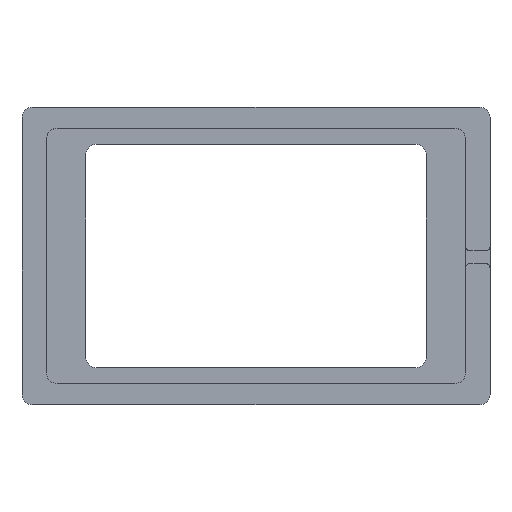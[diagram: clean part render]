
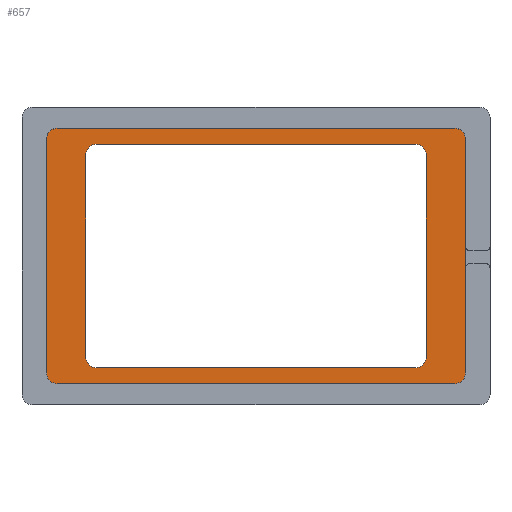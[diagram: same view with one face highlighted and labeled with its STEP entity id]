
A CAD part, top view. The second image highlights one B-rep face of the part: STEP entity #657.
In plain terms, the highlighted planar face has unit normal (0, 0, 1).
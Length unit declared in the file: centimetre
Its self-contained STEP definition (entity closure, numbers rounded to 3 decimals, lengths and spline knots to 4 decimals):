
#15=FACE_BOUND('',#94,.T.);
#29=PLANE('',#733);
#59=FACE_OUTER_BOUND('',#93,.T.);
#93=EDGE_LOOP('',(#553,#554,#555,#556,#557,#558,#559,#560));
#94=EDGE_LOOP('',(#561,#562,#563,#564,#565,#566,#567,#568));
#133=LINE('',#1036,#197);
#137=LINE('',#1049,#201);
#143=LINE('',#1064,#207);
#147=LINE('',#1076,#211);
#150=LINE('',#1085,#214);
#153=LINE('',#1096,#217);
#156=LINE('',#1104,#220);
#159=LINE('',#1111,#223);
#197=VECTOR('',#829,1.);
#201=VECTOR('',#841,1.);
#207=VECTOR('',#855,1.);
#211=VECTOR('',#867,1.);
#214=VECTOR('',#878,1.);
#217=VECTOR('',#891,1.);
#220=VECTOR('',#900,1.);
#223=VECTOR('',#909,1.);
#249=CIRCLE('',#708,0.5);
#251=CIRCLE('',#712,0.5);
#253=CIRCLE('',#716,0.5);
#255=CIRCLE('',#720,0.5);
#257=CIRCLE('',#724,0.5);
#258=CIRCLE('',#726,0.5);
#259=CIRCLE('',#729,0.5);
#260=CIRCLE('',#732,0.5);
#299=VERTEX_POINT('',#1033);
#300=VERTEX_POINT('',#1035);
#301=VERTEX_POINT('',#1039);
#302=VERTEX_POINT('',#1040);
#305=VERTEX_POINT('',#1048);
#307=VERTEX_POINT('',#1054);
#308=VERTEX_POINT('',#1055);
#311=VERTEX_POINT('',#1066);
#312=VERTEX_POINT('',#1067);
#315=VERTEX_POINT('',#1078);
#317=VERTEX_POINT('',#1087);
#318=VERTEX_POINT('',#1091);
#319=VERTEX_POINT('',#1095);
#320=VERTEX_POINT('',#1099);
#321=VERTEX_POINT('',#1103);
#322=VERTEX_POINT('',#1107);
#373=EDGE_CURVE('',#299,#300,#133,.T.);
#375=EDGE_CURVE('',#301,#302,#249,.T.);
#379=EDGE_CURVE('',#302,#305,#137,.T.);
#382=EDGE_CURVE('',#307,#308,#251,.T.);
#387=EDGE_CURVE('',#308,#301,#143,.T.);
#388=EDGE_CURVE('',#311,#312,#253,.T.);
#393=EDGE_CURVE('',#312,#307,#147,.T.);
#394=EDGE_CURVE('',#305,#315,#255,.T.);
#398=EDGE_CURVE('',#315,#311,#150,.T.);
#399=EDGE_CURVE('',#299,#317,#257,.T.);
#401=EDGE_CURVE('',#318,#300,#258,.T.);
#403=EDGE_CURVE('',#318,#319,#153,.T.);
#405=EDGE_CURVE('',#320,#319,#259,.T.);
#407=EDGE_CURVE('',#320,#321,#156,.T.);
#409=EDGE_CURVE('',#322,#321,#260,.T.);
#411=EDGE_CURVE('',#322,#317,#159,.T.);
#553=ORIENTED_EDGE('',*,*,#399,.T.);
#554=ORIENTED_EDGE('',*,*,#411,.F.);
#555=ORIENTED_EDGE('',*,*,#409,.T.);
#556=ORIENTED_EDGE('',*,*,#407,.F.);
#557=ORIENTED_EDGE('',*,*,#405,.T.);
#558=ORIENTED_EDGE('',*,*,#403,.F.);
#559=ORIENTED_EDGE('',*,*,#401,.T.);
#560=ORIENTED_EDGE('',*,*,#373,.F.);
#561=ORIENTED_EDGE('',*,*,#375,.F.);
#562=ORIENTED_EDGE('',*,*,#387,.F.);
#563=ORIENTED_EDGE('',*,*,#382,.F.);
#564=ORIENTED_EDGE('',*,*,#393,.F.);
#565=ORIENTED_EDGE('',*,*,#388,.F.);
#566=ORIENTED_EDGE('',*,*,#398,.F.);
#567=ORIENTED_EDGE('',*,*,#394,.F.);
#568=ORIENTED_EDGE('',*,*,#379,.F.);
#657=ADVANCED_FACE('',(#59,#15),#29,.F.);
#708=AXIS2_PLACEMENT_3D('',#1041,#833,#834);
#712=AXIS2_PLACEMENT_3D('',#1056,#846,#847);
#716=AXIS2_PLACEMENT_3D('',#1068,#858,#859);
#720=AXIS2_PLACEMENT_3D('',#1079,#870,#871);
#724=AXIS2_PLACEMENT_3D('',#1088,#881,#882);
#726=AXIS2_PLACEMENT_3D('',#1092,#886,#887);
#729=AXIS2_PLACEMENT_3D('',#1100,#895,#896);
#732=AXIS2_PLACEMENT_3D('',#1108,#904,#905);
#733=AXIS2_PLACEMENT_3D('',#1110,#907,#908);
#829=DIRECTION('',(0.,-1.,0.));
#833=DIRECTION('center_axis',(0.,0.,1.));
#834=DIRECTION('ref_axis',(0.707,0.707,0.));
#841=DIRECTION('',(-1.,0.,0.));
#846=DIRECTION('center_axis',(0.,0.,1.));
#847=DIRECTION('ref_axis',(0.707,-0.707,0.));
#855=DIRECTION('',(0.,1.,0.));
#858=DIRECTION('center_axis',(0.,0.,1.));
#859=DIRECTION('ref_axis',(-0.707,-0.707,0.));
#867=DIRECTION('',(1.,0.,0.));
#870=DIRECTION('center_axis',(0.,0.,1.));
#871=DIRECTION('ref_axis',(-0.707,0.707,0.));
#878=DIRECTION('',(0.,-1.,0.));
#881=DIRECTION('center_axis',(0.,0.,1.));
#882=DIRECTION('ref_axis',(0.707,0.707,0.));
#886=DIRECTION('center_axis',(0.,0.,1.));
#887=DIRECTION('ref_axis',(0.707,-0.707,0.));
#891=DIRECTION('',(-1.,0.,0.));
#895=DIRECTION('center_axis',(0.,0.,1.));
#896=DIRECTION('ref_axis',(-0.707,-0.707,0.));
#900=DIRECTION('',(0.,1.,0.));
#904=DIRECTION('center_axis',(0.,0.,1.));
#905=DIRECTION('ref_axis',(-0.707,0.707,0.));
#907=DIRECTION('center_axis',(0.,0.,-1.));
#908=DIRECTION('ref_axis',(-1.,0.,0.));
#909=DIRECTION('',(1.,0.,0.));
#1033=CARTESIAN_POINT('',(9.85,5.5,-1.2));
#1035=CARTESIAN_POINT('',(9.85,-5.5,-1.2));
#1036=CARTESIAN_POINT('',(9.85,6.,-1.2));
#1039=CARTESIAN_POINT('',(8.,4.75,-1.2));
#1040=CARTESIAN_POINT('',(7.5,5.25,-1.2));
#1041=CARTESIAN_POINT('Origin',(7.5,4.75,-1.2));
#1048=CARTESIAN_POINT('',(-7.5,5.25,-1.2));
#1049=CARTESIAN_POINT('',(4.,5.25,-1.2));
#1054=CARTESIAN_POINT('',(7.5,-5.25,-1.2));
#1055=CARTESIAN_POINT('',(8.,-4.75,-1.2));
#1056=CARTESIAN_POINT('Origin',(7.5,-4.75,-1.2));
#1064=CARTESIAN_POINT('',(8.,-2.625,-1.2));
#1066=CARTESIAN_POINT('',(-8.,-4.75,-1.2));
#1067=CARTESIAN_POINT('',(-7.5,-5.25,-1.2));
#1068=CARTESIAN_POINT('Origin',(-7.5,-4.75,-1.2));
#1076=CARTESIAN_POINT('',(-4.,-5.25,-1.2));
#1078=CARTESIAN_POINT('',(-8.,4.75,-1.2));
#1079=CARTESIAN_POINT('Origin',(-7.5,4.75,-1.2));
#1085=CARTESIAN_POINT('',(-8.,2.625,-1.2));
#1087=CARTESIAN_POINT('',(9.35,6.,-1.2));
#1088=CARTESIAN_POINT('Origin',(9.35,5.5,-1.2));
#1091=CARTESIAN_POINT('',(9.35,-6.,-1.2));
#1092=CARTESIAN_POINT('Origin',(9.35,-5.5,-1.2));
#1095=CARTESIAN_POINT('',(-9.35,-6.,-1.2));
#1096=CARTESIAN_POINT('',(9.85,-6.,-1.2));
#1099=CARTESIAN_POINT('',(-9.85,-5.5,-1.2));
#1100=CARTESIAN_POINT('Origin',(-9.35,-5.5,-1.2));
#1103=CARTESIAN_POINT('',(-9.85,5.5,-1.2));
#1104=CARTESIAN_POINT('',(-9.85,-6.,-1.2));
#1107=CARTESIAN_POINT('',(-9.35,6.,-1.2));
#1108=CARTESIAN_POINT('Origin',(-9.35,5.5,-1.2));
#1110=CARTESIAN_POINT('Origin',(0.,0.,-1.2));
#1111=CARTESIAN_POINT('',(-9.85,6.,-1.2));
